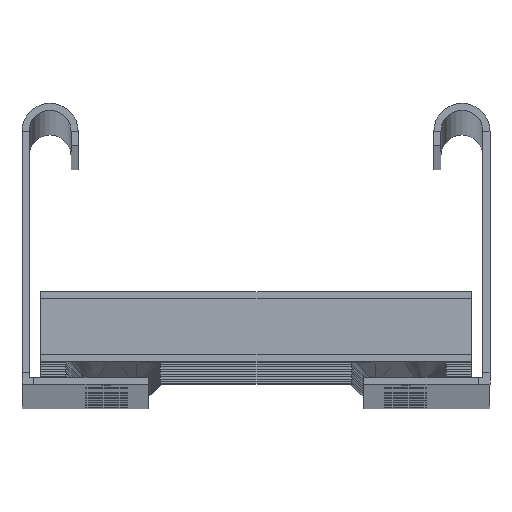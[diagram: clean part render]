
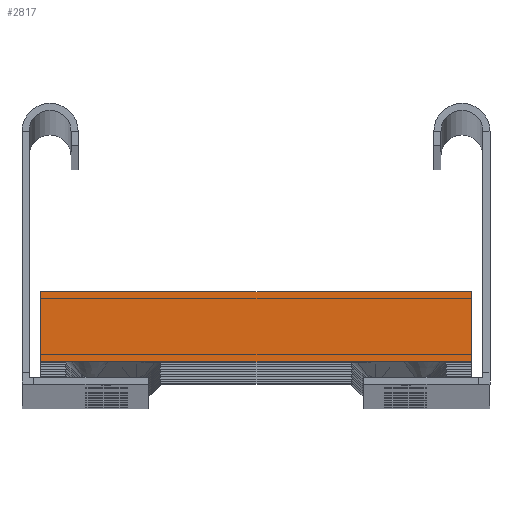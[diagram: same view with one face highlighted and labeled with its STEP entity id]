
A CAD part, top view. The second image highlights one B-rep face of the part: STEP entity #2817.
In plain terms, the highlighted face is planar.
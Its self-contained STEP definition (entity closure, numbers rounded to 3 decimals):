
#376 = LINE ( 'NONE', #8450, #8092 ) ;
#432 = CARTESIAN_POINT ( 'NONE',  ( -15., 3., 46. ) ) ;
#496 = ORIENTED_EDGE ( 'NONE', *, *, #5304, .F. ) ;
#667 = DIRECTION ( 'NONE',  ( 0., 1., 0. ) ) ;
#681 = VECTOR ( 'NONE', #5115, 1000. ) ;
#724 = VERTEX_POINT ( 'NONE', #6117 ) ;
#1298 = FACE_OUTER_BOUND ( 'NONE', #5105, .T. ) ;
#1350 = ORIENTED_EDGE ( 'NONE', *, *, #4219, .T. ) ;
#1380 = VECTOR ( 'NONE', #667, 1000. ) ;
#1535 = VERTEX_POINT ( 'NONE', #7339 ) ;
#1555 = DIRECTION ( 'NONE',  ( 0., 1., 0. ) ) ;
#1602 = CARTESIAN_POINT ( 'NONE',  ( -15., 3., -46. ) ) ;
#1757 = LINE ( 'NONE', #9463, #4608 ) ;
#2012 = DIRECTION ( 'NONE',  ( 0., 0., 1. ) ) ;
#2070 = VERTEX_POINT ( 'NONE', #5999 ) ;
#2116 = LINE ( 'NONE', #2889, #1380 ) ;
#2232 = VERTEX_POINT ( 'NONE', #6440 ) ;
#2716 = CARTESIAN_POINT ( 'NONE',  ( -15., 0., -46. ) ) ;
#2817 = ADVANCED_FACE ( 'NONE', ( #1298 ), #4396, .F. ) ;
#2889 = CARTESIAN_POINT ( 'NONE',  ( -15., 3., -46. ) ) ;
#3131 = VERTEX_POINT ( 'NONE', #4916 ) ;
#3393 = ORIENTED_EDGE ( 'NONE', *, *, #8803, .F. ) ;
#3548 = VECTOR ( 'NONE', #6356, 1000. ) ;
#3749 = LINE ( 'NONE', #5160, #681 ) ;
#3908 = AXIS2_PLACEMENT_3D ( 'NONE', #5749, #4253, #5882 ) ;
#4213 = ORIENTED_EDGE ( 'NONE', *, *, #5610, .T. ) ;
#4219 = EDGE_CURVE ( 'NONE', #3131, #1535, #4494, .T. ) ;
#4220 = LINE ( 'NONE', #2716, #3548 ) ;
#4253 = DIRECTION ( 'NONE',  ( 1., 0., 0. ) ) ;
#4396 = PLANE ( 'NONE',  #3908 ) ;
#4460 = CARTESIAN_POINT ( 'NONE',  ( -15., 12., 46. ) ) ;
#4494 = LINE ( 'NONE', #5216, #6012 ) ;
#4608 = VECTOR ( 'NONE', #4982, 1000. ) ;
#4830 = DIRECTION ( 'NONE',  ( 0., 1., 0. ) ) ;
#4896 = ORIENTED_EDGE ( 'NONE', *, *, #8179, .F. ) ;
#4916 = CARTESIAN_POINT ( 'NONE',  ( -15., 0., -46. ) ) ;
#4982 = DIRECTION ( 'NONE',  ( 0., -1., 0. ) ) ;
#5105 = EDGE_LOOP ( 'NONE', ( #5475, #8620, #4896, #3393, #496, #4213, #1350, #9250 ) ) ;
#5115 = DIRECTION ( 'NONE',  ( 0., 1., 0. ) ) ;
#5160 = CARTESIAN_POINT ( 'NONE',  ( -15., 15., 46. ) ) ;
#5216 = CARTESIAN_POINT ( 'NONE',  ( -15., 0., -46. ) ) ;
#5304 = EDGE_CURVE ( 'NONE', #2070, #2232, #2116, .T. ) ;
#5475 = ORIENTED_EDGE ( 'NONE', *, *, #9175, .T. ) ;
#5504 = LINE ( 'NONE', #432, #9456 ) ;
#5610 = EDGE_CURVE ( 'NONE', #2070, #3131, #4220, .T. ) ;
#5749 = CARTESIAN_POINT ( 'NONE',  ( -15., 3., -46. ) ) ;
#5882 = DIRECTION ( 'NONE',  ( 0., 0., -1. ) ) ;
#5999 = CARTESIAN_POINT ( 'NONE',  ( -15., 3., -46. ) ) ;
#6012 = VECTOR ( 'NONE', #8760, 1000. ) ;
#6117 = CARTESIAN_POINT ( 'NONE',  ( -15., 15., 46. ) ) ;
#6126 = CARTESIAN_POINT ( 'NONE',  ( -15., 15., -46. ) ) ;
#6356 = DIRECTION ( 'NONE',  ( 0., -1., 0. ) ) ;
#6440 = CARTESIAN_POINT ( 'NONE',  ( -15., 12., -46. ) ) ;
#7125 = VECTOR ( 'NONE', #1555, 1000. ) ;
#7339 = CARTESIAN_POINT ( 'NONE',  ( -15., 0., 46. ) ) ;
#7359 = EDGE_CURVE ( 'NONE', #7503, #1535, #1757, .T. ) ;
#7503 = VERTEX_POINT ( 'NONE', #8216 ) ;
#7840 = EDGE_CURVE ( 'NONE', #8918, #724, #3749, .T. ) ;
#7956 = VERTEX_POINT ( 'NONE', #6126 ) ;
#8092 = VECTOR ( 'NONE', #2012, 1000. ) ;
#8179 = EDGE_CURVE ( 'NONE', #7956, #724, #376, .T. ) ;
#8216 = CARTESIAN_POINT ( 'NONE',  ( -15., 3., 46. ) ) ;
#8450 = CARTESIAN_POINT ( 'NONE',  ( -15., 15., -46. ) ) ;
#8620 = ORIENTED_EDGE ( 'NONE', *, *, #7840, .T. ) ;
#8760 = DIRECTION ( 'NONE',  ( 0., 0., 1. ) ) ;
#8803 = EDGE_CURVE ( 'NONE', #2232, #7956, #9015, .T. ) ;
#8918 = VERTEX_POINT ( 'NONE', #4460 ) ;
#9015 = LINE ( 'NONE', #1602, #7125 ) ;
#9175 = EDGE_CURVE ( 'NONE', #7503, #8918, #5504, .T. ) ;
#9250 = ORIENTED_EDGE ( 'NONE', *, *, #7359, .F. ) ;
#9456 = VECTOR ( 'NONE', #4830, 1000. ) ;
#9463 = CARTESIAN_POINT ( 'NONE',  ( -15., 3., 46. ) ) ;
